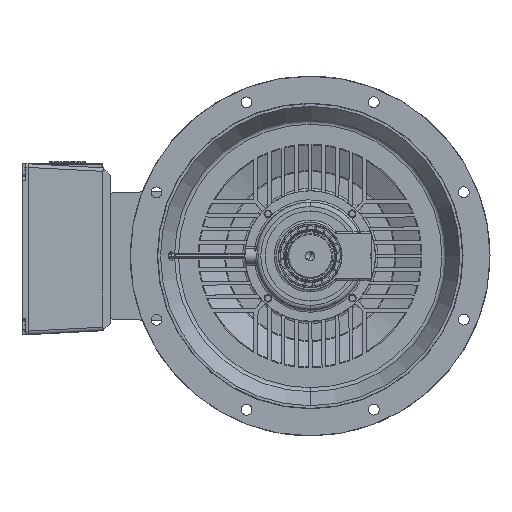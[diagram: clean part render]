
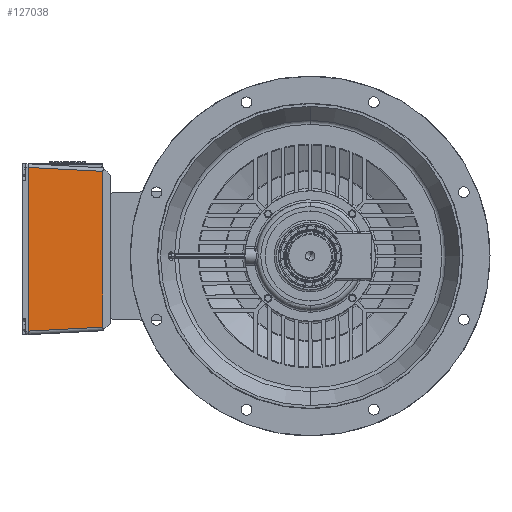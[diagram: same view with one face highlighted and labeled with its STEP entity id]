
A CAD part, left-side view. The second image highlights one B-rep face of the part: STEP entity #127038.
In plain terms, the highlighted face is planar.
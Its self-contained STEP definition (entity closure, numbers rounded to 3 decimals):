
#15126 = DIRECTION ( 'NONE',  ( 1., 0., 0. ) ) ;
#15127 = VECTOR ( 'NONE', #15126, 1000. ) ;
#15128 = CARTESIAN_POINT ( 'NONE',  ( -190., 182., 165. ) ) ;
#15129 = LINE ( 'NONE', #15128, #15127 ) ;
#15176 = CARTESIAN_POINT ( 'NONE',  ( -182.011, 182., 165. ) ) ;
#15233 = CARTESIAN_POINT ( 'NONE',  ( 173.328, 16.317, 156.317 ) ) ;
#15234 = CARTESIAN_POINT ( 'NONE',  ( -173.328, 16.317, 156.317 ) ) ;
#15235 = DIRECTION ( 'NONE',  ( 1., 0., 0. ) ) ;
#15236 = VECTOR ( 'NONE', #15235, 1000. ) ;
#15237 = CARTESIAN_POINT ( 'NONE',  ( 190.001, 16.317, 156.317 ) ) ;
#15238 = LINE ( 'NONE', #15237, #15236 ) ;
#15250 = DIRECTION ( 'NONE',  ( 0., -0.999, -0.052 ) ) ;
#15251 = DIRECTION ( 'NONE',  ( 0., -0.052, 0.999 ) ) ;
#15252 = AXIS2_PLACEMENT_3D ( 'NONE', #15254, #15251, #15250 ) ;
#15254 = CARTESIAN_POINT ( 'NONE',  ( -190., 182., 165. ) ) ;
#15255 = PLANE ( 'NONE',  #15252 ) ;
#15256 = FACE_OUTER_BOUND ( 'NONE', #127042, .T. ) ;
#15264 = CARTESIAN_POINT ( 'NONE',  ( 182.011, 182., 165. ) ) ;
#15270 = DIRECTION ( 'NONE',  ( 0.052, 0.997, 0.052 ) ) ;
#15271 = VECTOR ( 'NONE', #15270, 1000. ) ;
#15272 = CARTESIAN_POINT ( 'NONE',  ( 182.033, 182.416, 165.022 ) ) ;
#15273 = LINE ( 'NONE', #15272, #15271 ) ;
#15285 = DIRECTION ( 'NONE',  ( 0.052, -0.997, -0.052 ) ) ;
#15286 = VECTOR ( 'NONE', #15285, 1000. ) ;
#15287 = CARTESIAN_POINT ( 'NONE',  ( -182.033, 182.416, 165.022 ) ) ;
#15288 = LINE ( 'NONE', #15287, #15286 ) ;
#126942 = EDGE_CURVE ( 'NONE', #126944, #127080, #15129, .T. ) ;
#126944 = VERTEX_POINT ( 'NONE', #15176 ) ;
#126951 = ORIENTED_EDGE ( 'NONE', *, *, #127109, .T. ) ;
#127038 = ADVANCED_FACE ( 'NONE', ( #15256 ), #15255, .T. ) ;
#127042 = EDGE_LOOP ( 'NONE', ( #127052, #127070, #127084, #126951 ) ) ;
#127052 = ORIENTED_EDGE ( 'NONE', *, *, #127056, .T. ) ;
#127056 = EDGE_CURVE ( 'NONE', #127061, #127065, #15238, .T. ) ;
#127061 = VERTEX_POINT ( 'NONE', #15234 ) ;
#127065 = VERTEX_POINT ( 'NONE', #15233 ) ;
#127070 = ORIENTED_EDGE ( 'NONE', *, *, #127074, .T. ) ;
#127074 = EDGE_CURVE ( 'NONE', #127065, #127080, #15273, .T. ) ;
#127080 = VERTEX_POINT ( 'NONE', #15264 ) ;
#127084 = ORIENTED_EDGE ( 'NONE', *, *, #126942, .F. ) ;
#127109 = EDGE_CURVE ( 'NONE', #126944, #127061, #15288, .T. ) ;
